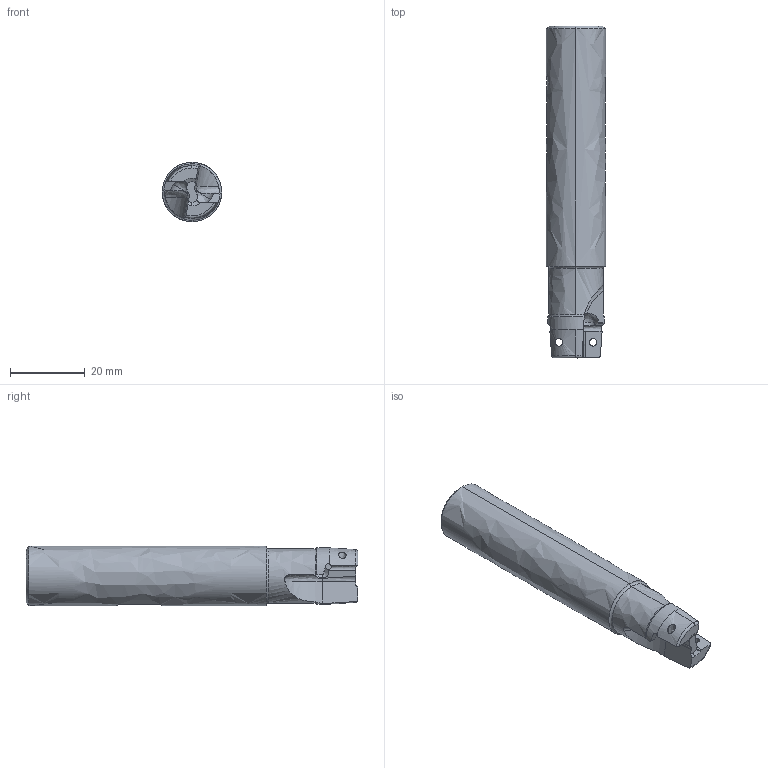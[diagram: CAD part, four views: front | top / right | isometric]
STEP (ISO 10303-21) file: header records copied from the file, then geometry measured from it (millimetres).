
FILE_DESCRIPTION(('FreeCAD Model'),'2;1');
FILE_NAME('Open CASCADE Shape Model','2025-05-09T16:03:10',('FreeCAD'),( 'FreeCAD'),'Open CASCADE STEP processor 7.6','FreeCAD','Unknown');
FILE_SCHEMA(('AUTOMOTIVE_DESIGN { 1 0 10303 214 1 1 1 1 }'));
Length unit declared in the file: millimetre
Products named in the file (1): Open CASCADE STEP translator 7.6 1
Bounding box: 15.82 x 88.6 x 15.82 mm (x, y, z)
Volume: 15300.9 mm3; surface area: 4756.3 mm2
Topology: 1 solids, 1 shells, 78 faces, 219 edges, 141 vertices
Faces by surface type: bspline 78
Entity records: 2857 total; most frequent: CARTESIAN_POINT 1661, ORIENTED_EDGE 434, EDGE_CURVE 217, VERTEX_POINT 141, B_SPLINE_CURVE_WITH_KNOTS 122, FACE_BOUND 82, EDGE_LOOP 82, ADVANCED_FACE 78
